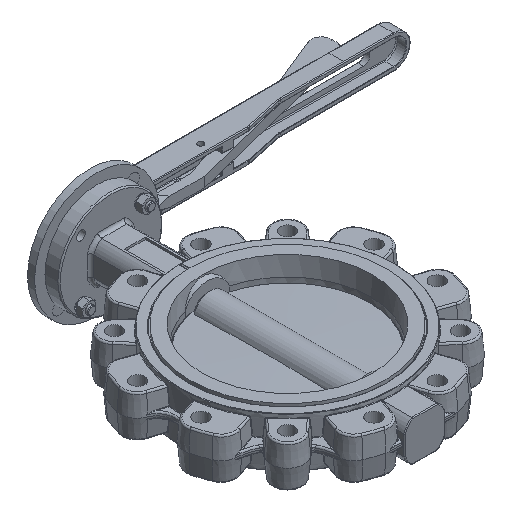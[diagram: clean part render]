
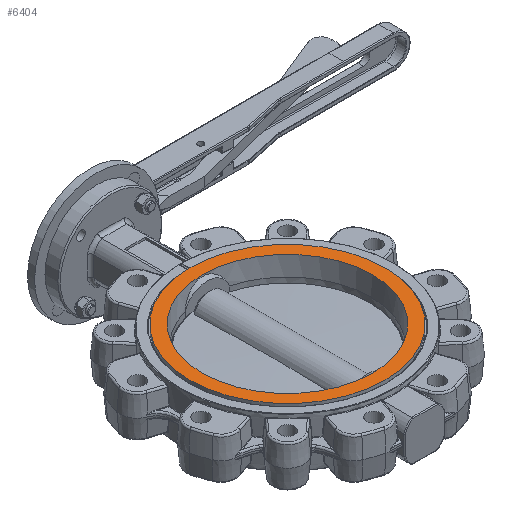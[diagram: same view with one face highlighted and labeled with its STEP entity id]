
A CAD part, isometric view. The second image highlights one B-rep face of the part: STEP entity #6404.
In plain terms, the highlighted planar face has unit normal (0, 0, 1).
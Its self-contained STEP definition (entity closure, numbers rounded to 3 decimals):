
#6323 = EDGE_LOOP ( 'NONE', ( #6326 ) ) ;
#6326 = ORIENTED_EDGE ( 'NONE', *, *, #6429, .F. ) ;
#6402 = EDGE_CURVE ( 'NONE', #43344, #43344, #42786, .T. ) ;
#6404 = ADVANCED_FACE ( 'NONE', ( #42772, #42789 ), #42760, .T. ) ;
#6405 = EDGE_LOOP ( 'NONE', ( #6407 ) ) ;
#6407 = ORIENTED_EDGE ( 'NONE', *, *, #6402, .T. ) ;
#6429 = EDGE_CURVE ( 'NONE', #43339, #43339, #42938, .T. ) ;
#42751 = DIRECTION ( 'NONE',  ( 1., 0., 0. ) ) ;
#42754 = DIRECTION ( 'NONE',  ( 0., 0., 1. ) ) ;
#42760 = PLANE ( 'NONE',  #42771 ) ;
#42771 = AXIS2_PLACEMENT_3D ( 'NONE', #42780, #42805, #42902 ) ;
#42772 = FACE_BOUND ( 'NONE', #6323, .T. ) ;
#42778 = CARTESIAN_POINT ( 'NONE',  ( 0., 0., 32.05 ) ) ;
#42780 = CARTESIAN_POINT ( 'NONE',  ( 0., 0., 32.05 ) ) ;
#42786 = CIRCLE ( 'NONE', #42798, 117.6 ) ;
#42789 = FACE_OUTER_BOUND ( 'NONE', #6405, .T. ) ;
#42798 = AXIS2_PLACEMENT_3D ( 'NONE', #42778, #42754, #42751 ) ;
#42805 = DIRECTION ( 'NONE',  ( 0., 0., 1. ) ) ;
#42902 = DIRECTION ( 'NONE',  ( 1., 0., 0. ) ) ;
#42938 = CIRCLE ( 'NONE', #42961, 102.768 ) ;
#42949 = CARTESIAN_POINT ( 'NONE',  ( 0., 0., 32.05 ) ) ;
#42961 = AXIS2_PLACEMENT_3D ( 'NONE', #42949, #43070, #43068 ) ;
#43068 = DIRECTION ( 'NONE',  ( 1., 0., 0. ) ) ;
#43070 = DIRECTION ( 'NONE',  ( 0., 0., 1. ) ) ;
#43311 = CARTESIAN_POINT ( 'NONE',  ( 102.768, 0., 32.05 ) ) ;
#43339 = VERTEX_POINT ( 'NONE', #43311 ) ;
#43344 = VERTEX_POINT ( 'NONE', #43413 ) ;
#43413 = CARTESIAN_POINT ( 'NONE',  ( 117.6, 0., 32.05 ) ) ;
